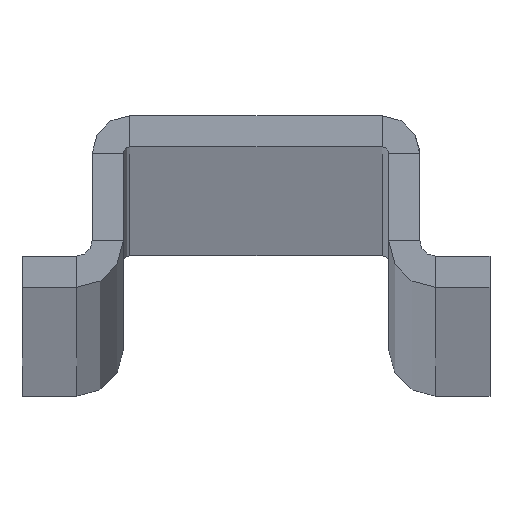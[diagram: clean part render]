
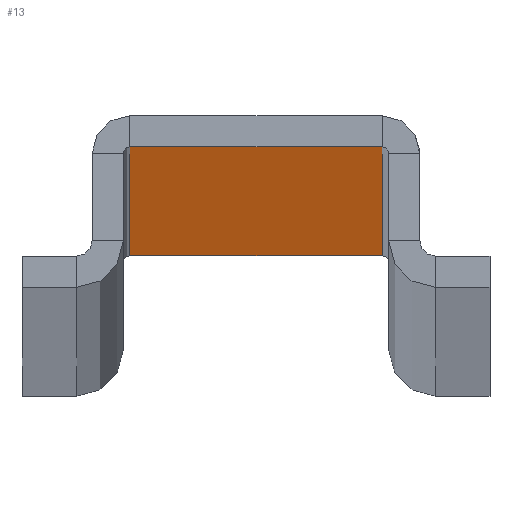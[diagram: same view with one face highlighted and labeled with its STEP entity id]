
A CAD part, top view. The second image highlights one B-rep face of the part: STEP entity #13.
In plain terms, the highlighted planar face has unit normal (0, -1, 0).
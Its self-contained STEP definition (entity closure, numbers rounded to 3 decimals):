
#13 = ADVANCED_FACE ( 'NONE', ( #4081 ), #3234, .T. ) ;
#237 = VERTEX_POINT ( 'NONE', #1439 ) ;
#1439 = CARTESIAN_POINT ( 'NONE',  ( 4.05, -1., -2000. ) ) ;
#1551 = ORIENTED_EDGE ( 'NONE', *, *, #3325, .T. ) ;
#1564 = ORIENTED_EDGE ( 'NONE', *, *, #3477, .T. ) ;
#1569 = ORIENTED_EDGE ( 'NONE', *, *, #3324, .F. ) ;
#1576 = ORIENTED_EDGE ( 'NONE', *, *, #3405, .F. ) ;
#1823 = CARTESIAN_POINT ( 'NONE',  ( -4.05, -1., 0. ) ) ;
#2062 = VERTEX_POINT ( 'NONE', #2554 ) ;
#2192 = VERTEX_POINT ( 'NONE', #1823 ) ;
#2554 = CARTESIAN_POINT ( 'NONE',  ( 4.05, -1., 0. ) ) ;
#2612 = VECTOR ( 'NONE', #3769, 1000. ) ;
#2640 = LINE ( 'NONE', #3800, #2612 ) ;
#2646 = AXIS2_PLACEMENT_3D ( 'NONE', #3087, #3099, #3189 ) ;
#2834 = VECTOR ( 'NONE', #4287, 1000. ) ;
#2894 = LINE ( 'NONE', #4302, #2834 ) ;
#3079 = VECTOR ( 'NONE', #4715, 1000. ) ;
#3087 = CARTESIAN_POINT ( 'NONE',  ( -4.05, -1., -2000. ) ) ;
#3099 = DIRECTION ( 'NONE',  ( 0., -1., 0. ) ) ;
#3109 = LINE ( 'NONE', #4741, #3119 ) ;
#3119 = VECTOR ( 'NONE', #4720, 1000. ) ;
#3127 = LINE ( 'NONE', #4724, #3079 ) ;
#3189 = DIRECTION ( 'NONE',  ( 1., 0., 0. ) ) ;
#3234 = PLANE ( 'NONE',  #2646 ) ;
#3324 = EDGE_CURVE ( 'NONE', #5989, #2192, #3109, .T. ) ;
#3325 = EDGE_CURVE ( 'NONE', #237, #2062, #3127, .T. ) ;
#3405 = EDGE_CURVE ( 'NONE', #2192, #2062, #2894, .T. ) ;
#3477 = EDGE_CURVE ( 'NONE', #5989, #237, #2640, .T. ) ;
#3769 = DIRECTION ( 'NONE',  ( 1., 0., 0. ) ) ;
#3800 = CARTESIAN_POINT ( 'NONE',  ( -4.05, -1., -2000. ) ) ;
#4081 = FACE_OUTER_BOUND ( 'NONE', #6390, .T. ) ;
#4287 = DIRECTION ( 'NONE',  ( 1., 0., 0. ) ) ;
#4302 = CARTESIAN_POINT ( 'NONE',  ( -4.05, -1., 0. ) ) ;
#4715 = DIRECTION ( 'NONE',  ( 0., 0., 1. ) ) ;
#4720 = DIRECTION ( 'NONE',  ( 0., 0., 1. ) ) ;
#4724 = CARTESIAN_POINT ( 'NONE',  ( 4.05, -1., -2000. ) ) ;
#4741 = CARTESIAN_POINT ( 'NONE',  ( -4.05, -1., -2000. ) ) ;
#5845 = CARTESIAN_POINT ( 'NONE',  ( -4.05, -1., -2000. ) ) ;
#5989 = VERTEX_POINT ( 'NONE', #5845 ) ;
#6390 = EDGE_LOOP ( 'NONE', ( #1576, #1569, #1564, #1551 ) ) ;
